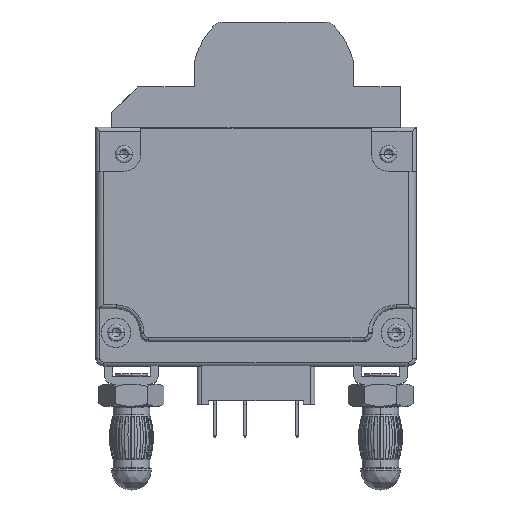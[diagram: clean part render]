
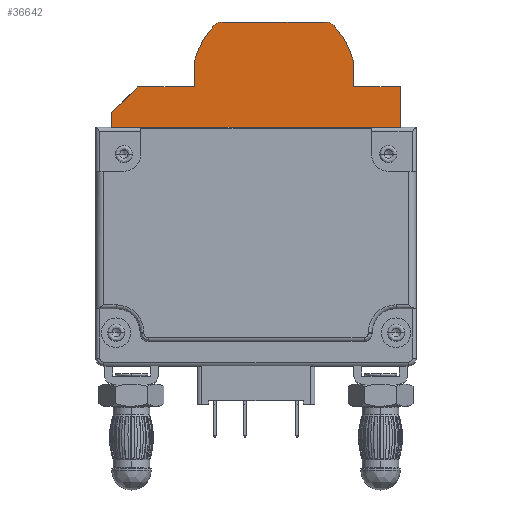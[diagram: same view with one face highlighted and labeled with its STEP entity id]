
A CAD part, top view. The second image highlights one B-rep face of the part: STEP entity #36642.
In plain terms, the highlighted planar face has unit normal (0, 0, 1).
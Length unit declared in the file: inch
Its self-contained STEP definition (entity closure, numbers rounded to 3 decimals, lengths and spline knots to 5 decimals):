
#245 = EDGE_CURVE ( 'NONE', #82072, #58626, #15152, .T. ) ;
#1610 = ORIENTED_EDGE ( 'NONE', *, *, #23202, .T. ) ;
#1614 = CARTESIAN_POINT ( 'NONE',  ( 0.985, -0.33, 0.37 ) ) ;
#1956 = CARTESIAN_POINT ( 'NONE',  ( -1.061, -0.016, 0.37 ) ) ;
#2708 = EDGE_CURVE ( 'NONE', #39005, #67569, #78046, .T. ) ;
#4191 = LINE ( 'NONE', #18078, #32277 ) ;
#4697 = AXIS2_PLACEMENT_3D ( 'NONE', #22331, #67054, #9487 ) ;
#6071 = EDGE_LOOP ( 'NONE', ( #57063, #22164, #29319, #75589, #46509, #27636, #1610, #23490, #76300, #24661, #8104, #24169, #64021 ) ) ;
#8104 = ORIENTED_EDGE ( 'NONE', *, *, #59082, .T. ) ;
#9487 = DIRECTION ( 'NONE',  ( -1., 0., 0. ) ) ;
#9570 = CARTESIAN_POINT ( 'NONE',  ( 0.985, -0.33, 0.37 ) ) ;
#10269 = CARTESIAN_POINT ( 'NONE',  ( -0.39977, 0.396, 0.37 ) ) ;
#12424 = AXIS2_PLACEMENT_3D ( 'NONE', #80183, #67553, #54590 ) ;
#15152 = LINE ( 'NONE', #45916, #29211 ) ;
#17045 = VERTEX_POINT ( 'NONE', #37824 ) ;
#17763 = CARTESIAN_POINT ( 'NONE',  ( -0.6195, -0.016, 0.37 ) ) ;
#18078 = CARTESIAN_POINT ( 'NONE',  ( 0.985, -0.016, 0.37 ) ) ;
#18736 = CARTESIAN_POINT ( 'NONE',  ( -0.6195, 0.185, 0.37 ) ) ;
#18848 = DIRECTION ( 'NONE',  ( 0., 1., 0. ) ) ;
#19596 = EDGE_CURVE ( 'NONE', #59543, #78957, #72259, .T. ) ;
#21639 = CARTESIAN_POINT ( 'NONE',  ( 0., 0.024, 0.37 ) ) ;
#21683 = VECTOR ( 'NONE', #50288, 39.37008 ) ;
#22164 = ORIENTED_EDGE ( 'NONE', *, *, #31150, .T. ) ;
#22331 = CARTESIAN_POINT ( 'NONE',  ( 0.39977, 0.396, 0.37 ) ) ;
#22441 = VERTEX_POINT ( 'NONE', #44381 ) ;
#23202 = EDGE_CURVE ( 'NONE', #78957, #32895, #74630, .T. ) ;
#23320 = EDGE_CURVE ( 'NONE', #67569, #46264, #4191, .T. ) ;
#23490 = ORIENTED_EDGE ( 'NONE', *, *, #62704, .T. ) ;
#24169 = ORIENTED_EDGE ( 'NONE', *, *, #32140, .F. ) ;
#24209 = VECTOR ( 'NONE', #31292, 39.37008 ) ;
#24661 = ORIENTED_EDGE ( 'NONE', *, *, #80945, .T. ) ;
#25305 = CARTESIAN_POINT ( 'NONE',  ( 0.985, -0.016, 0.37 ) ) ;
#26240 = DIRECTION ( 'NONE',  ( 0., 1., 0. ) ) ;
#26336 = CARTESIAN_POINT ( 'NONE',  ( 0.39977, 0.49, 0.37 ) ) ;
#27391 = VERTEX_POINT ( 'NONE', #18736 ) ;
#27636 = ORIENTED_EDGE ( 'NONE', *, *, #19596, .T. ) ;
#27819 = AXIS2_PLACEMENT_3D ( 'NONE', #70315, #83254, #44747 ) ;
#28475 = DIRECTION ( 'NONE',  ( 1., 0., 0. ) ) ;
#29211 = VECTOR ( 'NONE', #26240, 39.37008 ) ;
#29319 = ORIENTED_EDGE ( 'NONE', *, *, #2708, .T. ) ;
#31007 = VERTEX_POINT ( 'NONE', #55534 ) ;
#31150 = EDGE_CURVE ( 'NONE', #82072, #39005, #57875, .T. ) ;
#31292 = DIRECTION ( 'NONE',  ( 0., 1., 0. ) ) ;
#32140 = EDGE_CURVE ( 'NONE', #22441, #31007, #47572, .T. ) ;
#32277 = VECTOR ( 'NONE', #62793, 39.37008 ) ;
#32895 = VERTEX_POINT ( 'NONE', #26336 ) ;
#36642 = ADVANCED_FACE ( 'NONE', ( #40513 ), #73438, .T. ) ;
#37643 = CARTESIAN_POINT ( 'NONE',  ( 0.6195, 0.185, 0.37 ) ) ;
#37824 = CARTESIAN_POINT ( 'NONE',  ( -0.39977, 0.49, 0.37 ) ) ;
#38903 = CARTESIAN_POINT ( 'NONE',  ( -1.263, -0.33, 0.37 ) ) ;
#39005 = VERTEX_POINT ( 'NONE', #9570 ) ;
#40130 = DIRECTION ( 'NONE',  ( 0.707, 0.707, 0. ) ) ;
#40513 = FACE_OUTER_BOUND ( 'NONE', #6071, .T. ) ;
#40747 = VECTOR ( 'NONE', #28475, 39.37008 ) ;
#44381 = CARTESIAN_POINT ( 'NONE',  ( -1.061, -0.016, 0.37 ) ) ;
#44747 = DIRECTION ( 'NONE',  ( -1., 0., 0. ) ) ;
#45916 = CARTESIAN_POINT ( 'NONE',  ( -1.263, -0.218, 0.37 ) ) ;
#46264 = VERTEX_POINT ( 'NONE', #77243 ) ;
#46509 = ORIENTED_EDGE ( 'NONE', *, *, #58267, .T. ) ;
#46687 = DIRECTION ( 'NONE',  ( -1., 0., 0. ) ) ;
#47176 = CARTESIAN_POINT ( 'NONE',  ( 0.6195, -0.016, 0.37 ) ) ;
#47572 = LINE ( 'NONE', #17763, #77775 ) ;
#49461 = VECTOR ( 'NONE', #40130, 39.37008 ) ;
#50120 = CIRCLE ( 'NONE', #77563, 0.094 ) ;
#50288 = DIRECTION ( 'NONE',  ( -1., 0., 0. ) ) ;
#54590 = DIRECTION ( 'NONE',  ( 1., 0., 0. ) ) ;
#55534 = CARTESIAN_POINT ( 'NONE',  ( -0.6195, -0.016, 0.37 ) ) ;
#56430 = LINE ( 'NONE', #47176, #24209 ) ;
#57063 = ORIENTED_EDGE ( 'NONE', *, *, #245, .F. ) ;
#57438 = CARTESIAN_POINT ( 'NONE',  ( -0.6195, -0.016, 0.37 ) ) ;
#57873 = CARTESIAN_POINT ( 'NONE',  ( 0.985, -0.016, 0.37 ) ) ;
#57875 = LINE ( 'NONE', #1614, #40747 ) ;
#57990 = VECTOR ( 'NONE', #18848, 39.37008 ) ;
#58267 = EDGE_CURVE ( 'NONE', #46264, #59543, #56430, .T. ) ;
#58626 = VERTEX_POINT ( 'NONE', #58948 ) ;
#58914 = LINE ( 'NONE', #63261, #21683 ) ;
#58948 = CARTESIAN_POINT ( 'NONE',  ( -1.263, -0.218, 0.37 ) ) ;
#59082 = EDGE_CURVE ( 'NONE', #27391, #31007, #78449, .T. ) ;
#59543 = VERTEX_POINT ( 'NONE', #37643 ) ;
#60731 = CARTESIAN_POINT ( 'NONE',  ( 0.46859, 0.46003, 0.37 ) ) ;
#62704 = EDGE_CURVE ( 'NONE', #32895, #17045, #58914, .T. ) ;
#62793 = DIRECTION ( 'NONE',  ( -1., 0., 0. ) ) ;
#63261 = CARTESIAN_POINT ( 'NONE',  ( 0.985, 0.49, 0.37 ) ) ;
#63279 = DIRECTION ( 'NONE',  ( 1., 0., 0. ) ) ;
#63356 = VECTOR ( 'NONE', #70635, 39.37008 ) ;
#64021 = ORIENTED_EDGE ( 'NONE', *, *, #79309, .F. ) ;
#64662 = VERTEX_POINT ( 'NONE', #65193 ) ;
#65193 = CARTESIAN_POINT ( 'NONE',  ( -0.46859, 0.46003, 0.37 ) ) ;
#66625 = DIRECTION ( 'NONE',  ( 0., 0., 1. ) ) ;
#67054 = DIRECTION ( 'NONE',  ( 0., 0., 1. ) ) ;
#67553 = DIRECTION ( 'NONE',  ( 0., 0., 1. ) ) ;
#67569 = VERTEX_POINT ( 'NONE', #57873 ) ;
#67852 = DIRECTION ( 'NONE',  ( -1., 0., 0. ) ) ;
#68244 = EDGE_CURVE ( 'NONE', #17045, #64662, #50120, .T. ) ;
#70315 = CARTESIAN_POINT ( 'NONE',  ( 0., 0.024, 0.37 ) ) ;
#70635 = DIRECTION ( 'NONE',  ( 0., -1., 0. ) ) ;
#72259 = CIRCLE ( 'NONE', #78775, 0.64008 ) ;
#73438 = PLANE ( 'NONE',  #12424 ) ;
#74023 = CIRCLE ( 'NONE', #27819, 0.64008 ) ;
#74630 = CIRCLE ( 'NONE', #4697, 0.094 ) ;
#74862 = DIRECTION ( 'NONE',  ( 0., 0., 1. ) ) ;
#75589 = ORIENTED_EDGE ( 'NONE', *, *, #23320, .T. ) ;
#76300 = ORIENTED_EDGE ( 'NONE', *, *, #68244, .T. ) ;
#77243 = CARTESIAN_POINT ( 'NONE',  ( 0.6195, -0.016, 0.37 ) ) ;
#77563 = AXIS2_PLACEMENT_3D ( 'NONE', #10269, #74862, #67852 ) ;
#77775 = VECTOR ( 'NONE', #63279, 39.37008 ) ;
#78046 = LINE ( 'NONE', #25305, #57990 ) ;
#78449 = LINE ( 'NONE', #57438, #63356 ) ;
#78775 = AXIS2_PLACEMENT_3D ( 'NONE', #21639, #66625, #46687 ) ;
#78957 = VERTEX_POINT ( 'NONE', #60731 ) ;
#79309 = EDGE_CURVE ( 'NONE', #58626, #22441, #82725, .T. ) ;
#80183 = CARTESIAN_POINT ( 'NONE',  ( 0.985, -0.016, 0.37 ) ) ;
#80945 = EDGE_CURVE ( 'NONE', #64662, #27391, #74023, .T. ) ;
#82072 = VERTEX_POINT ( 'NONE', #38903 ) ;
#82725 = LINE ( 'NONE', #1956, #49461 ) ;
#83254 = DIRECTION ( 'NONE',  ( 0., 0., 1. ) ) ;
